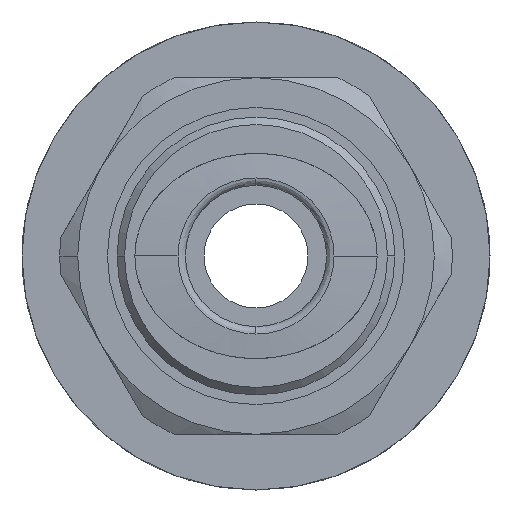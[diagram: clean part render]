
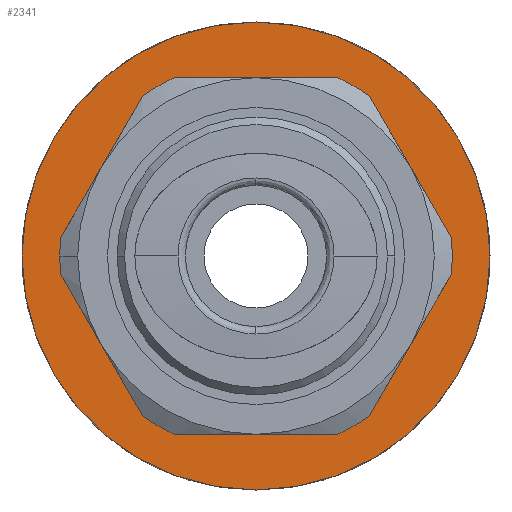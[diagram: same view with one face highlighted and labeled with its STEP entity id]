
A CAD part, front view. The second image highlights one B-rep face of the part: STEP entity #2341.
In plain terms, the highlighted planar face has unit normal (0, -1, 0).
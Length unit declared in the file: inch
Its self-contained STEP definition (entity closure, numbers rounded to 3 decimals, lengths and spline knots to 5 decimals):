
#41 = EDGE_CURVE ( 'NONE', #2713, #1691, #4356, .T. ) ;
#54 = CARTESIAN_POINT ( 'NONE',  ( 0., -0.34646, 0. ) ) ;
#63 = CARTESIAN_POINT ( 'NONE',  ( -0.27276, -0.34646, 0.47244 ) ) ;
#184 = CARTESIAN_POINT ( 'NONE',  ( 0., -0.34646, 0. ) ) ;
#222 = EDGE_CURVE ( 'NONE', #3118, #4257, #4058, .T. ) ;
#279 = EDGE_LOOP ( 'NONE', ( #3982, #3228, #3493, #2783, #1725, #3324, #1257, #1987, #3591, #621, #3932, #1187, #1924 ) ) ;
#304 = CARTESIAN_POINT ( 'NONE',  ( -0.62008, -0.34646, 0. ) ) ;
#306 = CARTESIAN_POINT ( 'NONE',  ( -0.27276, -0.34646, -0.47244 ) ) ;
#382 = DIRECTION ( 'NONE',  ( -1., 0., 0. ) ) ;
#412 = LINE ( 'NONE', #848, #3786 ) ;
#424 = CARTESIAN_POINT ( 'NONE',  ( 0., -0.34646, 0. ) ) ;
#432 = EDGE_CURVE ( 'NONE', #3427, #1800, #3735, .T. ) ;
#435 = AXIS2_PLACEMENT_3D ( 'NONE', #184, #2543, #527 ) ;
#458 = LINE ( 'NONE', #306, #3247 ) ;
#471 = CARTESIAN_POINT ( 'NONE',  ( -0.56988, -0.34646, 0. ) ) ;
#480 = EDGE_CURVE ( 'NONE', #4092, #3427, #4328, .T. ) ;
#527 = DIRECTION ( 'NONE',  ( -1., 0., 0. ) ) ;
#559 = VERTEX_POINT ( 'NONE', #1747 ) ;
#619 = DIRECTION ( 'NONE',  ( 0., -1., 0. ) ) ;
#621 = ORIENTED_EDGE ( 'NONE', *, *, #1929, .F. ) ;
#676 = CIRCLE ( 'NONE', #2294, 0.51969 ) ;
#757 = EDGE_CURVE ( 'NONE', #1196, #4037, #412, .T. ) ;
#759 = DIRECTION ( 'NONE',  ( -1., 0., 0. ) ) ;
#839 = CARTESIAN_POINT ( 'NONE',  ( 0.62008, -0.34646, 0. ) ) ;
#848 = CARTESIAN_POINT ( 'NONE',  ( -0.54553, -0.34646, 0. ) ) ;
#869 = CARTESIAN_POINT ( 'NONE',  ( 0.2165, -0.34646, -0.47244 ) ) ;
#998 = CARTESIAN_POINT ( 'NONE',  ( -0.5174, -0.34646, 0.04873 ) ) ;
#1005 = CARTESIAN_POINT ( 'NONE',  ( 0., -0.34646, 0. ) ) ;
#1089 = FACE_OUTER_BOUND ( 'NONE', #3830, .T. ) ;
#1166 = CARTESIAN_POINT ( 'NONE',  ( -0.5174, -0.34646, -0.04873 ) ) ;
#1178 = CARTESIAN_POINT ( 'NONE',  ( 0.2165, -0.34646, 0.47244 ) ) ;
#1187 = ORIENTED_EDGE ( 'NONE', *, *, #757, .F. ) ;
#1196 = VERTEX_POINT ( 'NONE', #1166 ) ;
#1223 = CARTESIAN_POINT ( 'NONE',  ( 0., -0.34646, 0.47244 ) ) ;
#1226 = CARTESIAN_POINT ( 'NONE',  ( -0.2165, -0.34646, -0.47244 ) ) ;
#1257 = ORIENTED_EDGE ( 'NONE', *, *, #3505, .F. ) ;
#1344 = DIRECTION ( 'NONE',  ( -1., 0., 0. ) ) ;
#1354 = DIRECTION ( 'NONE',  ( 0.5, 0., 0.866 ) ) ;
#1365 = VERTEX_POINT ( 'NONE', #1226 ) ;
#1384 = CARTESIAN_POINT ( 'NONE',  ( 0., -0.34646, 0. ) ) ;
#1447 = DIRECTION ( 'NONE',  ( 0., -1., 0. ) ) ;
#1511 = DIRECTION ( 'NONE',  ( -0.5, 0., 0.866 ) ) ;
#1526 = ORIENTED_EDGE ( 'NONE', *, *, #1820, .T. ) ;
#1536 = CARTESIAN_POINT ( 'NONE',  ( 0., -0.34646, 0. ) ) ;
#1546 = AXIS2_PLACEMENT_3D ( 'NONE', #424, #2790, #759 ) ;
#1563 = CARTESIAN_POINT ( 'NONE',  ( -0.3009, -0.34646, -0.42371 ) ) ;
#1678 = CIRCLE ( 'NONE', #3569, 0.51969 ) ;
#1691 = VERTEX_POINT ( 'NONE', #998 ) ;
#1722 = AXIS2_PLACEMENT_3D ( 'NONE', #54, #2414, #382 ) ;
#1725 = ORIENTED_EDGE ( 'NONE', *, *, #4283, .F. ) ;
#1730 = DIRECTION ( 'NONE',  ( -1., 0., 0. ) ) ;
#1740 = LINE ( 'NONE', #3169, #4314 ) ;
#1747 = CARTESIAN_POINT ( 'NONE',  ( 0.3009, -0.34646, 0.42371 ) ) ;
#1751 = VECTOR ( 'NONE', #1354, 39.37008 ) ;
#1766 = AXIS2_PLACEMENT_3D ( 'NONE', #3448, #1447, #3798 ) ;
#1800 = VERTEX_POINT ( 'NONE', #2610 ) ;
#1820 = EDGE_CURVE ( 'NONE', #4257, #3118, #4051, .T. ) ;
#1863 = AXIS2_PLACEMENT_3D ( 'NONE', #2645, #619, #2979 ) ;
#1893 = CARTESIAN_POINT ( 'NONE',  ( 0.5174, -0.34646, 0.04873 ) ) ;
#1908 = DIRECTION ( 'NONE',  ( -1., 0., 0. ) ) ;
#1924 = ORIENTED_EDGE ( 'NONE', *, *, #2167, .F. ) ;
#1929 = EDGE_CURVE ( 'NONE', #1365, #4092, #458, .T. ) ;
#1940 = EDGE_CURVE ( 'NONE', #3423, #2713, #676, .T. ) ;
#1987 = ORIENTED_EDGE ( 'NONE', *, *, #432, .F. ) ;
#2012 = CARTESIAN_POINT ( 'NONE',  ( 0., -0.34646, 0. ) ) ;
#2029 = CARTESIAN_POINT ( 'NONE',  ( 0.27276, -0.34646, -0.47244 ) ) ;
#2050 = CIRCLE ( 'NONE', #1766, 0.51969 ) ;
#2167 = EDGE_CURVE ( 'NONE', #4267, #1196, #3511, .T. ) ;
#2174 = DIRECTION ( 'NONE',  ( 0., 0., -1. ) ) ;
#2183 = EDGE_CURVE ( 'NONE', #1691, #4267, #2050, .T. ) ;
#2239 = ORIENTED_EDGE ( 'NONE', *, *, #222, .T. ) ;
#2294 = AXIS2_PLACEMENT_3D ( 'NONE', #2012, #4370, #2340 ) ;
#2340 = DIRECTION ( 'NONE',  ( -1., 0., 0. ) ) ;
#2341 = ADVANCED_FACE ( 'NONE', ( #2784, #1089 ), #3158, .T. ) ;
#2414 = DIRECTION ( 'NONE',  ( 0., -1., 0. ) ) ;
#2482 = AXIS2_PLACEMENT_3D ( 'NONE', #1536, #3879, #2708 ) ;
#2543 = DIRECTION ( 'NONE',  ( 0., -1., 0. ) ) ;
#2610 = CARTESIAN_POINT ( 'NONE',  ( 0.5174, -0.34646, -0.04873 ) ) ;
#2645 = CARTESIAN_POINT ( 'NONE',  ( 0., -0.34646, 0. ) ) ;
#2664 = CARTESIAN_POINT ( 'NONE',  ( -0.2165, -0.34646, 0.47244 ) ) ;
#2671 = CARTESIAN_POINT ( 'NONE',  ( -0.51969, -0.34646, 0. ) ) ;
#2675 = DIRECTION ( 'NONE',  ( 1., 0., 0. ) ) ;
#2708 = DIRECTION ( 'NONE',  ( -1., 0., 0. ) ) ;
#2713 = VERTEX_POINT ( 'NONE', #3512 ) ;
#2783 = ORIENTED_EDGE ( 'NONE', *, *, #4039, .F. ) ;
#2784 = FACE_BOUND ( 'NONE', #279, .T. ) ;
#2790 = DIRECTION ( 'NONE',  ( 0., -1., 0. ) ) ;
#2830 = EDGE_CURVE ( 'NONE', #3717, #559, #1740, .T. ) ;
#2979 = DIRECTION ( 'NONE',  ( -1., 0., 0. ) ) ;
#2984 = VECTOR ( 'NONE', #1908, 39.37008 ) ;
#3075 = VERTEX_POINT ( 'NONE', #1178 ) ;
#3118 = VERTEX_POINT ( 'NONE', #839 ) ;
#3121 = EDGE_CURVE ( 'NONE', #4037, #1365, #3774, .T. ) ;
#3132 = CIRCLE ( 'NONE', #1722, 0.51969 ) ;
#3158 = PLANE ( 'NONE',  #4023 ) ;
#3169 = CARTESIAN_POINT ( 'NONE',  ( 0.54553, -0.34646, 0. ) ) ;
#3228 = ORIENTED_EDGE ( 'NONE', *, *, #41, .F. ) ;
#3247 = VECTOR ( 'NONE', #2675, 39.37008 ) ;
#3324 = ORIENTED_EDGE ( 'NONE', *, *, #2830, .F. ) ;
#3345 = DIRECTION ( 'NONE',  ( 0., -1., 0. ) ) ;
#3423 = VERTEX_POINT ( 'NONE', #2664 ) ;
#3427 = VERTEX_POINT ( 'NONE', #4020 ) ;
#3448 = CARTESIAN_POINT ( 'NONE',  ( 0., -0.34646, 0. ) ) ;
#3493 = ORIENTED_EDGE ( 'NONE', *, *, #1940, .F. ) ;
#3505 = EDGE_CURVE ( 'NONE', #1800, #3717, #3132, .T. ) ;
#3511 = CIRCLE ( 'NONE', #1546, 0.51969 ) ;
#3512 = CARTESIAN_POINT ( 'NONE',  ( -0.3009, -0.34646, 0.42371 ) ) ;
#3515 = AXIS2_PLACEMENT_3D ( 'NONE', #1384, #3728, #1730 ) ;
#3533 = DIRECTION ( 'NONE',  ( 0.5, 0., -0.866 ) ) ;
#3569 = AXIS2_PLACEMENT_3D ( 'NONE', #1005, #3345, #1344 ) ;
#3591 = ORIENTED_EDGE ( 'NONE', *, *, #480, .F. ) ;
#3717 = VERTEX_POINT ( 'NONE', #1893 ) ;
#3728 = DIRECTION ( 'NONE',  ( 0., -1., 0. ) ) ;
#3735 = LINE ( 'NONE', #2029, #1751 ) ;
#3774 = CIRCLE ( 'NONE', #435, 0.51969 ) ;
#3786 = VECTOR ( 'NONE', #3533, 39.37008 ) ;
#3798 = DIRECTION ( 'NONE',  ( -1., 0., 0. ) ) ;
#3830 = EDGE_LOOP ( 'NONE', ( #1526, #2239 ) ) ;
#3879 = DIRECTION ( 'NONE',  ( 0., -1., 0. ) ) ;
#3932 = ORIENTED_EDGE ( 'NONE', *, *, #3121, .F. ) ;
#3982 = ORIENTED_EDGE ( 'NONE', *, *, #2183, .F. ) ;
#4020 = CARTESIAN_POINT ( 'NONE',  ( 0.3009, -0.34646, -0.42371 ) ) ;
#4023 = AXIS2_PLACEMENT_3D ( 'NONE', #471, #4191, #2174 ) ;
#4037 = VERTEX_POINT ( 'NONE', #1563 ) ;
#4039 = EDGE_CURVE ( 'NONE', #3075, #3423, #4094, .T. ) ;
#4051 = CIRCLE ( 'NONE', #1863, 0.62008 ) ;
#4058 = CIRCLE ( 'NONE', #2482, 0.62008 ) ;
#4092 = VERTEX_POINT ( 'NONE', #869 ) ;
#4094 = LINE ( 'NONE', #1223, #2984 ) ;
#4120 = DIRECTION ( 'NONE',  ( -0.5, 0., -0.866 ) ) ;
#4191 = DIRECTION ( 'NONE',  ( 0., -1., 0. ) ) ;
#4257 = VERTEX_POINT ( 'NONE', #304 ) ;
#4267 = VERTEX_POINT ( 'NONE', #2671 ) ;
#4283 = EDGE_CURVE ( 'NONE', #559, #3075, #1678, .T. ) ;
#4314 = VECTOR ( 'NONE', #1511, 39.37008 ) ;
#4328 = CIRCLE ( 'NONE', #3515, 0.51969 ) ;
#4356 = LINE ( 'NONE', #63, #4378 ) ;
#4370 = DIRECTION ( 'NONE',  ( 0., -1., 0. ) ) ;
#4378 = VECTOR ( 'NONE', #4120, 39.37008 ) ;
